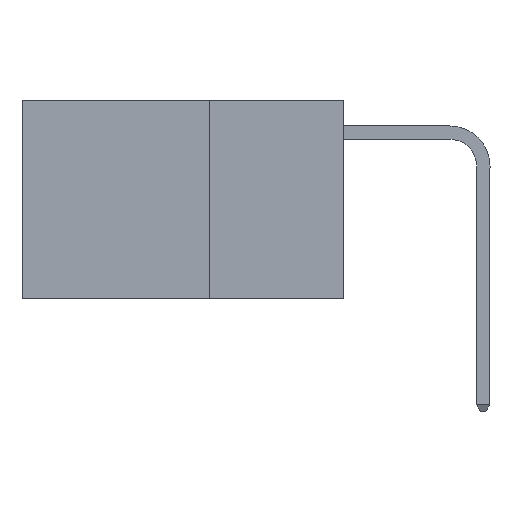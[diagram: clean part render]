
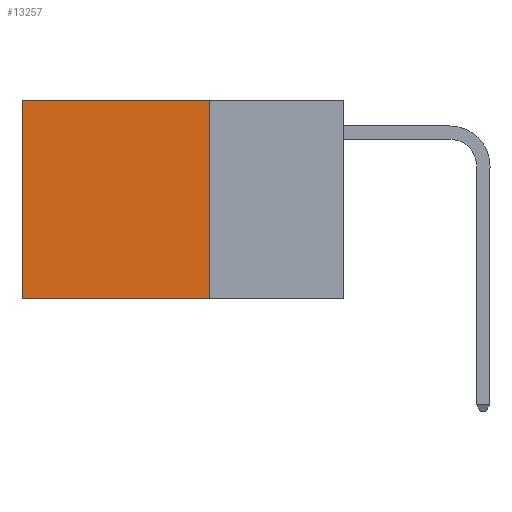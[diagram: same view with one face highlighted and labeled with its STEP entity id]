
A CAD part, left-side view. The second image highlights one B-rep face of the part: STEP entity #13257.
In plain terms, the highlighted planar face has unit normal (-1, 0, 0).
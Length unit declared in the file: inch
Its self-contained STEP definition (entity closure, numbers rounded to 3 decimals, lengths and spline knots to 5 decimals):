
#261 = EDGE_LOOP ( 'NONE', ( #10725, #10876, #10901, #11090 ) ) ;
#582 = DIRECTION ( 'NONE',  ( 0., 1., 0. ) ) ;
#771 = CARTESIAN_POINT ( 'NONE',  ( 0.2625, 0.6, 0. ) ) ;
#1065 = EDGE_CURVE ( 'NONE', #13196, #13447, #3360, .T. ) ;
#1540 = EDGE_CURVE ( 'NONE', #5392, #13196, #7489, .T. ) ;
#2324 = AXIS2_PLACEMENT_3D ( 'NONE', #12543, #10637, #4399 ) ;
#2963 = CARTESIAN_POINT ( 'NONE',  ( 0.2625, 0.25, 0. ) ) ;
#3065 = LINE ( 'NONE', #5431, #5017 ) ;
#3104 = FACE_OUTER_BOUND ( 'NONE', #261, .T. ) ;
#3239 = PLANE ( 'NONE',  #2324 ) ;
#3360 = LINE ( 'NONE', #9489, #5748 ) ;
#4399 = DIRECTION ( 'NONE',  ( 0., 0., -1. ) ) ;
#5017 = VECTOR ( 'NONE', #582, 39.37008 ) ;
#5392 = VERTEX_POINT ( 'NONE', #13333 ) ;
#5431 = CARTESIAN_POINT ( 'NONE',  ( 0.2625, 0.25, -0.37 ) ) ;
#5748 = VECTOR ( 'NONE', #6687, 39.37008 ) ;
#5846 = CARTESIAN_POINT ( 'NONE',  ( 0.2625, 0.25, -0.37 ) ) ;
#6287 = LINE ( 'NONE', #2963, #13641 ) ;
#6687 = DIRECTION ( 'NONE',  ( 0., 0., -1. ) ) ;
#7059 = CARTESIAN_POINT ( 'NONE',  ( 0.2625, 0.25, 0. ) ) ;
#7476 = VECTOR ( 'NONE', #10207, 39.37008 ) ;
#7489 = LINE ( 'NONE', #7059, #7476 ) ;
#8216 = DIRECTION ( 'NONE',  ( 0., 0., -1. ) ) ;
#8808 = CARTESIAN_POINT ( 'NONE',  ( 0.2625, 0.6, -0.37 ) ) ;
#9245 = EDGE_CURVE ( 'NONE', #5392, #12299, #6287, .T. ) ;
#9489 = CARTESIAN_POINT ( 'NONE',  ( 0.2625, 0.6, 0. ) ) ;
#10207 = DIRECTION ( 'NONE',  ( 0., 1., 0. ) ) ;
#10637 = DIRECTION ( 'NONE',  ( 1., 0., 0. ) ) ;
#10725 = ORIENTED_EDGE ( 'NONE', *, *, #1065, .T. ) ;
#10876 = ORIENTED_EDGE ( 'NONE', *, *, #11930, .F. ) ;
#10901 = ORIENTED_EDGE ( 'NONE', *, *, #9245, .F. ) ;
#11090 = ORIENTED_EDGE ( 'NONE', *, *, #1540, .T. ) ;
#11930 = EDGE_CURVE ( 'NONE', #12299, #13447, #3065, .T. ) ;
#12299 = VERTEX_POINT ( 'NONE', #5846 ) ;
#12543 = CARTESIAN_POINT ( 'NONE',  ( 0.2625, 0.25, 0. ) ) ;
#13196 = VERTEX_POINT ( 'NONE', #771 ) ;
#13257 = ADVANCED_FACE ( 'NONE', ( #3104 ), #3239, .F. ) ;
#13333 = CARTESIAN_POINT ( 'NONE',  ( 0.2625, 0.25, 0. ) ) ;
#13447 = VERTEX_POINT ( 'NONE', #8808 ) ;
#13641 = VECTOR ( 'NONE', #8216, 39.37008 ) ;
